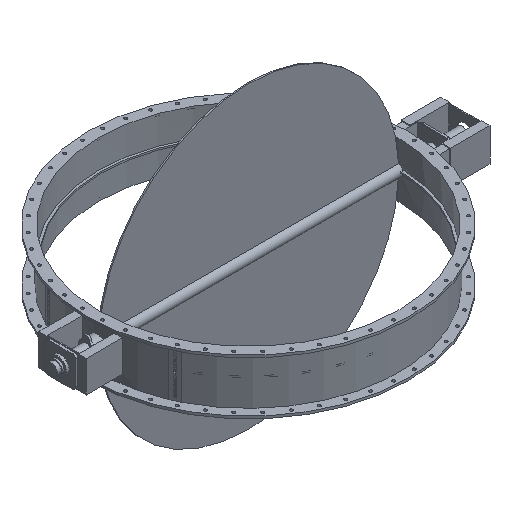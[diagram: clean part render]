
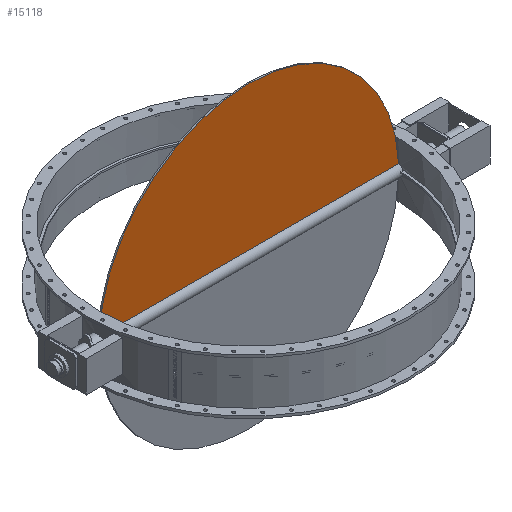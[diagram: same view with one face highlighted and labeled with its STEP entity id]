
A CAD part, isometric view. The second image highlights one B-rep face of the part: STEP entity #15118.
In plain terms, the highlighted planar face has unit normal (0, -1, 0).
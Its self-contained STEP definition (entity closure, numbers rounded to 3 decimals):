
#268=CIRCLE('',#15850,950.);
#1121=PLANE('',#15849);
#1746=FACE_OUTER_BOUND('',#2673,.T.);
#2673=EDGE_LOOP('',(#12789,#12790));
#4156=LINE('',#25772,#5585);
#5585=VECTOR('',#18408,10.);
#7322=VERTEX_POINT('',#25770);
#7323=VERTEX_POINT('',#25771);
#9211=EDGE_CURVE('',#7322,#7323,#4156,.T.);
#9212=EDGE_CURVE('',#7322,#7323,#268,.T.);
#12789=ORIENTED_EDGE('',*,*,#9211,.F.);
#12790=ORIENTED_EDGE('',*,*,#9212,.T.);
#15118=ADVANCED_FACE('',(#1746),#1121,.T.);
#15849=AXIS2_PLACEMENT_3D('',#25769,#18406,#18407);
#15850=AXIS2_PLACEMENT_3D('',#25773,#18409,#18410);
#18406=DIRECTION('center_axis',(0.,-1.,0.));
#18407=DIRECTION('ref_axis',(0.,0.,-1.));
#18408=DIRECTION('',(-1.,0.,0.));
#18409=DIRECTION('center_axis',(0.,-1.,0.));
#18410=DIRECTION('ref_axis',(1.,0.,0.));
#25769=CARTESIAN_POINT('Origin',(0.,-4.,0.));
#25770=CARTESIAN_POINT('',(949.363,-4.,34.771));
#25771=CARTESIAN_POINT('',(-949.363,-4.,34.771));
#25772=CARTESIAN_POINT('',(1244.,-4.,34.771));
#25773=CARTESIAN_POINT('Origin',(0.,-4.,0.));
